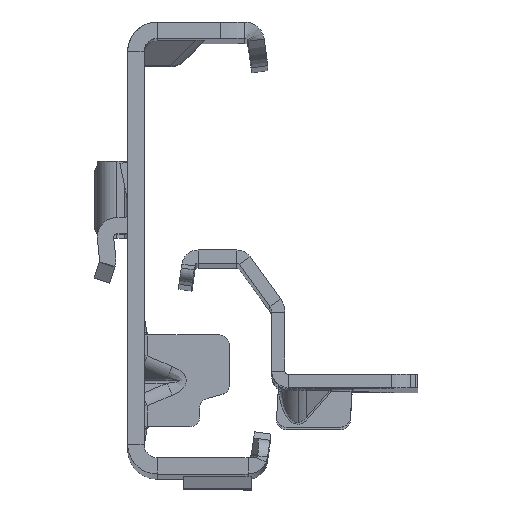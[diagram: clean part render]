
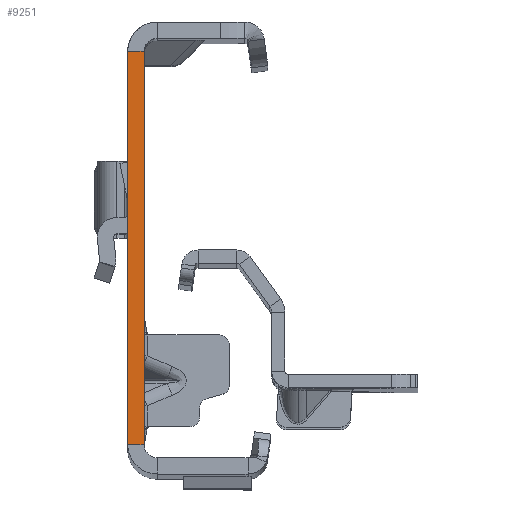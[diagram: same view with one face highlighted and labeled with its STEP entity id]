
A CAD part, top view. The second image highlights one B-rep face of the part: STEP entity #9251.
In plain terms, the highlighted planar face has unit normal (0, 0, 1).
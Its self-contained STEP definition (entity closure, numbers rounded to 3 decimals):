
#72 = VECTOR ( 'NONE', #2416, 1000. ) ;
#1304 = CARTESIAN_POINT ( 'NONE',  ( 0., -30., 0. ) ) ;
#1363 = LINE ( 'NONE', #5528, #11193 ) ;
#1677 = EDGE_CURVE ( 'NONE', #14997, #14904, #10720, .T. ) ;
#2157 = VERTEX_POINT ( 'NONE', #2580 ) ;
#2161 = ORIENTED_EDGE ( 'NONE', *, *, #2442, .F. ) ;
#2416 = DIRECTION ( 'NONE',  ( 0., -1., 0. ) ) ;
#2423 = VECTOR ( 'NONE', #8091, 1000. ) ;
#2442 = EDGE_CURVE ( 'NONE', #2157, #14904, #10765, .T. ) ;
#2580 = CARTESIAN_POINT ( 'NONE',  ( 0., -30., 0. ) ) ;
#3221 = CARTESIAN_POINT ( 'NONE',  ( -2.5, -30., 0. ) ) ;
#3876 = DIRECTION ( 'NONE',  ( 0., 0., 1. ) ) ;
#4160 = DIRECTION ( 'NONE',  ( -1., 0., 0. ) ) ;
#4575 = AXIS2_PLACEMENT_3D ( 'NONE', #9699, #3876, #14992 ) ;
#4792 = EDGE_LOOP ( 'NONE', ( #7097, #5903, #6463, #2161 ) ) ;
#4951 = VECTOR ( 'NONE', #12438, 1000. ) ;
#5264 = LINE ( 'NONE', #11003, #4951 ) ;
#5528 = CARTESIAN_POINT ( 'NONE',  ( 0., 30., 0. ) ) ;
#5723 = CARTESIAN_POINT ( 'NONE',  ( 0., 30., 0. ) ) ;
#5847 = EDGE_CURVE ( 'NONE', #7623, #14997, #1363, .T. ) ;
#5903 = ORIENTED_EDGE ( 'NONE', *, *, #5847, .T. ) ;
#6463 = ORIENTED_EDGE ( 'NONE', *, *, #1677, .T. ) ;
#7097 = ORIENTED_EDGE ( 'NONE', *, *, #12139, .F. ) ;
#7623 = VERTEX_POINT ( 'NONE', #5723 ) ;
#8091 = DIRECTION ( 'NONE',  ( -1., 0., 0. ) ) ;
#9251 = ADVANCED_FACE ( 'NONE', ( #12054 ), #16640, .T. ) ;
#9699 = CARTESIAN_POINT ( 'NONE',  ( -2.5, -32., 0. ) ) ;
#10450 = CARTESIAN_POINT ( 'NONE',  ( -2.5, -32., 0. ) ) ;
#10720 = LINE ( 'NONE', #10450, #72 ) ;
#10765 = LINE ( 'NONE', #1304, #2423 ) ;
#11003 = CARTESIAN_POINT ( 'NONE',  ( 0., -32., 0. ) ) ;
#11193 = VECTOR ( 'NONE', #4160, 1000. ) ;
#12054 = FACE_OUTER_BOUND ( 'NONE', #4792, .T. ) ;
#12139 = EDGE_CURVE ( 'NONE', #7623, #2157, #5264, .T. ) ;
#12438 = DIRECTION ( 'NONE',  ( 0., -1., 0. ) ) ;
#12621 = CARTESIAN_POINT ( 'NONE',  ( -2.5, 30., 0. ) ) ;
#14904 = VERTEX_POINT ( 'NONE', #3221 ) ;
#14992 = DIRECTION ( 'NONE',  ( 1., 0., 0. ) ) ;
#14997 = VERTEX_POINT ( 'NONE', #12621 ) ;
#16640 = PLANE ( 'NONE',  #4575 ) ;
